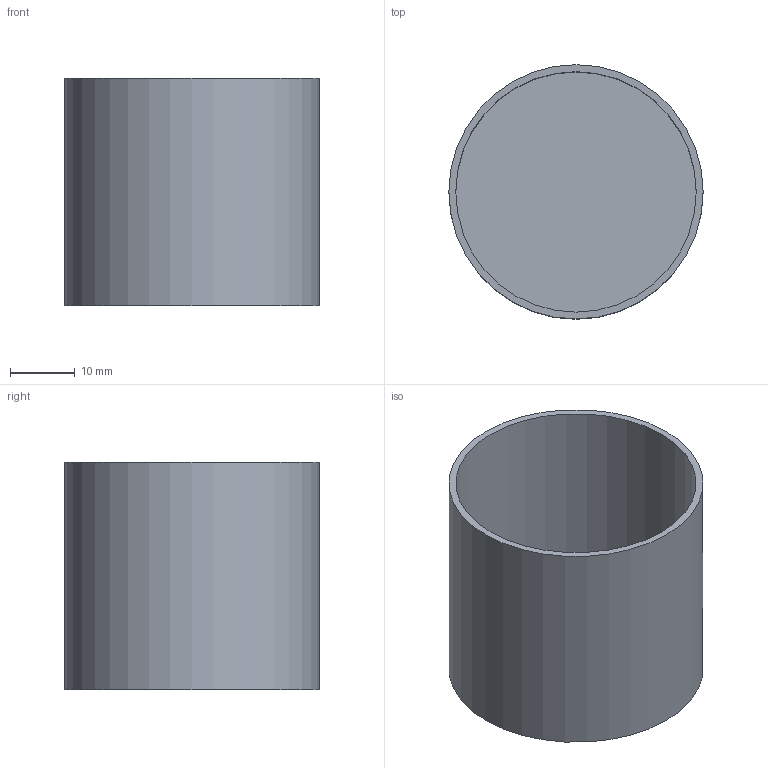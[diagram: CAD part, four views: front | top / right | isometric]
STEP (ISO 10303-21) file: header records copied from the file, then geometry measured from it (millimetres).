
FILE_DESCRIPTION(/* description */ (''),/* implementation_level */ '2;1');
FILE_NAME(/* name */ (''),/* time_stamp */ '2022-02-15T14:34:08+08:00',/* author */ (''),/* organization */ (''),/* preprocessor_version */ 'ST-DEVELOPER v18.1',/* originating_system */ 'Autodesk Translation Framework v10.13.0.1454',/* authorisation */ '');
FILE_SCHEMA (('AUTOMOTIVE_DESIGN { 1 0 10303 214 3 1 1 }'));
Length unit declared in the file: millimetre
Products named in the file (1): led
Bounding box: 39.13 x 39.13 x 35 mm (x, y, z)
Volume: 6061.7 mm3; surface area: 10600.8 mm2
Topology: 1 solids, 1 shells, 5 faces, 6 edges, 4 vertices
Faces by surface type: plane 3, cylinder 2
Full cylindrical faces by diameter (mm): 37 x1, 39.126 x1
Entity records: 175 total; most frequent: DIRECTION 22, CARTESIAN_POINT 16, ORIENTED_EDGE 12, AXIS2_PLACEMENT_3D 10, PRESENTATION_STYLE_ASSIGNMENT 8, SURFACE_STYLE_USAGE 8, SURFACE_SIDE_STYLE 8, SURFACE_STYLE_FILL_AREA 8
